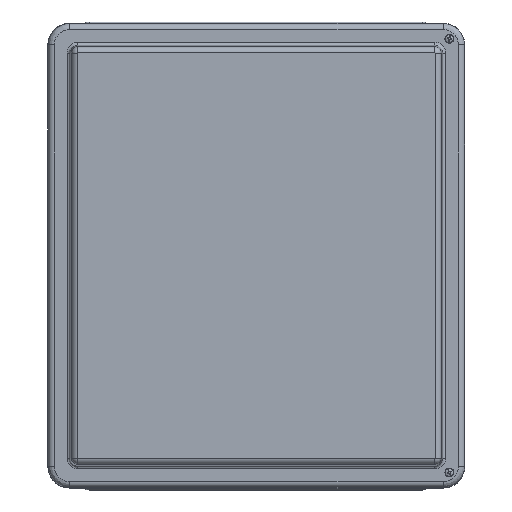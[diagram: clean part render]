
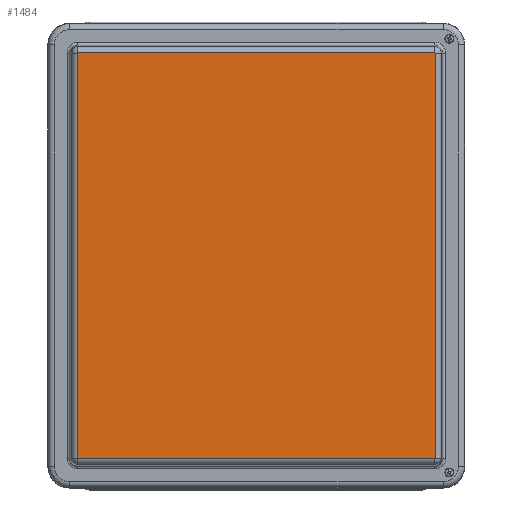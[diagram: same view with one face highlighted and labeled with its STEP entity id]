
A CAD part, top view. The second image highlights one B-rep face of the part: STEP entity #1484.
In plain terms, the highlighted planar face has unit normal (0, 0, 1).
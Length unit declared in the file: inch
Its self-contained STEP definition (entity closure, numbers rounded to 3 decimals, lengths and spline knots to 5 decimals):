
#488 = CARTESIAN_POINT ( 'NONE',  ( 7.51099, -8.49691, 2.07939 ) ) ;
#884 = VECTOR ( 'NONE', #12599, 39.37008 ) ;
#1484 = ADVANCED_FACE ( 'NONE', ( #34450 ), #1976, .T. ) ;
#1538 = LINE ( 'NONE', #38849, #22846 ) ;
#1861 = B_SPLINE_CURVE_WITH_KNOTS ( 'NONE', 3,
 ( #37290, #48621, #41192, #14179, #2091, #21808, #17437, #48941, #6339, #33541 ),
 .UNSPECIFIED., .F., .F.,
 ( 4, 2, 2, 2, 4 ),
 ( 0., 0.5, 0.625, 0.75, 1. ),
 .UNSPECIFIED. ) ;
#1976 = PLANE ( 'NONE',  #23240 ) ;
#2091 = CARTESIAN_POINT ( 'NONE',  ( 7.50787, 8.5008, 2.07939 ) ) ;
#3324 = VERTEX_POINT ( 'NONE', #49863 ) ;
#3408 = VERTEX_POINT ( 'NONE', #19720 ) ;
#4231 = CARTESIAN_POINT ( 'NONE',  ( 7.50438, -8.50292, 2.07939 ) ) ;
#4413 = CARTESIAN_POINT ( 'NONE',  ( 7.51173, -8.49508, 2.07939 ) ) ;
#5184 = CARTESIAN_POINT ( 'NONE',  ( -7.47767, -8.50035, 2.07939 ) ) ;
#6041 = DIRECTION ( 'NONE',  ( 0., 0., 1. ) ) ;
#6047 = CARTESIAN_POINT ( 'NONE',  ( -7.48025, 8.49691, 2.07939 ) ) ;
#6339 = CARTESIAN_POINT ( 'NONE',  ( 7.50285, 8.50292, 2.07939 ) ) ;
#6383 = CARTESIAN_POINT ( 'NONE',  ( -7.47616, 8.50184, 2.07939 ) ) ;
#6899 = VECTOR ( 'NONE', #7727, 39.37008 ) ;
#7727 = DIRECTION ( 'NONE',  ( 1., 0., 0. ) ) ;
#8140 = CARTESIAN_POINT ( 'NONE',  ( 7.5069, -8.50184, 2.07939 ) ) ;
#9116 = VERTEX_POINT ( 'NONE', #18514 ) ;
#9262 = CARTESIAN_POINT ( 'NONE',  ( -7.47077, -8.50292, 2.07939 ) ) ;
#10622 = LINE ( 'NONE', #32148, #884 ) ;
#10876 = EDGE_LOOP ( 'NONE', ( #15800, #30842, #14309, #38217, #12070, #47801, #36452, #30447 ) ) ;
#11964 = CARTESIAN_POINT ( 'NONE',  ( 3.75844, -8.50292, 2.07939 ) ) ;
#12070 = ORIENTED_EDGE ( 'NONE', *, *, #36602, .T. ) ;
#12599 = DIRECTION ( 'NONE',  ( 0., 1., 0. ) ) ;
#12666 = CARTESIAN_POINT ( 'NONE',  ( -7.48123, -8.49532, 2.07939 ) ) ;
#12851 = CARTESIAN_POINT ( 'NONE',  ( -7.47594, -8.50158, 2.07939 ) ) ;
#13001 = CARTESIAN_POINT ( 'NONE',  ( -7.47523, -8.50194, 2.07939 ) ) ;
#13784 = CARTESIAN_POINT ( 'NONE',  ( 7.5015, 8.50292, 2.07939 ) ) ;
#14019 = EDGE_CURVE ( 'NONE', #21745, #21390, #40510, .T. ) ;
#14051 = CARTESIAN_POINT ( 'NONE',  ( -7.48123, 8.4938, 2.07939 ) ) ;
#14179 = CARTESIAN_POINT ( 'NONE',  ( 7.50841, 8.50035, 2.07939 ) ) ;
#14219 = CARTESIAN_POINT ( 'NONE',  ( -7.47364, 8.50292, 2.07939 ) ) ;
#14309 = ORIENTED_EDGE ( 'NONE', *, *, #43993, .T. ) ;
#14453 = VERTEX_POINT ( 'NONE', #22451 ) ;
#15401 = VERTEX_POINT ( 'NONE', #13784 ) ;
#15557 = DIRECTION ( 'NONE',  ( 0., -1., 0. ) ) ;
#15800 = ORIENTED_EDGE ( 'NONE', *, *, #20740, .T. ) ;
#16129 = CARTESIAN_POINT ( 'NONE',  ( 7.51197, -8.4938, 2.07939 ) ) ;
#16655 = CARTESIAN_POINT ( 'NONE',  ( 7.51197, -8.49245, 2.07939 ) ) ;
#17437 = CARTESIAN_POINT ( 'NONE',  ( 7.50597, 8.50194, 2.07939 ) ) ;
#18514 = CARTESIAN_POINT ( 'NONE',  ( -7.48123, -8.49245, 2.07939 ) ) ;
#19720 = CARTESIAN_POINT ( 'NONE',  ( -7.47077, 8.50292, 2.07939 ) ) ;
#19898 = CARTESIAN_POINT ( 'NONE',  ( 7.50985, -8.49881, 2.07939 ) ) ;
#20740 = EDGE_CURVE ( 'NONE', #9116, #21390, #29755, .T. ) ;
#21390 = VERTEX_POINT ( 'NONE', #36219 ) ;
#21745 = VERTEX_POINT ( 'NONE', #30776 ) ;
#21808 = CARTESIAN_POINT ( 'NONE',  ( 7.50668, 8.50158, 2.07939 ) ) ;
#21862 = CARTESIAN_POINT ( 'NONE',  ( -7.48099, 8.49508, 2.07939 ) ) ;
#22451 = CARTESIAN_POINT ( 'NONE',  ( -7.48123, 8.49245, 2.07939 ) ) ;
#22846 = VECTOR ( 'NONE', #15557, 39.37008 ) ;
#23048 = CARTESIAN_POINT ( 'NONE',  ( -3.7277, 8.50292, 2.07939 ) ) ;
#23240 = AXIS2_PLACEMENT_3D ( 'NONE', #28730, #6041, #48174 ) ;
#23794 = CARTESIAN_POINT ( 'NONE',  ( 7.51063, -8.49763, 2.07939 ) ) ;
#24577 = CARTESIAN_POINT ( 'NONE',  ( -7.47713, -8.5008, 2.07939 ) ) ;
#27562 = CARTESIAN_POINT ( 'NONE',  ( 7.5015, -8.50292, 2.07939 ) ) ;
#28730 = CARTESIAN_POINT ( 'NONE',  ( 0.01537, 0., 2.07939 ) ) ;
#29700 = CARTESIAN_POINT ( 'NONE',  ( -7.47077, 8.50292, 2.07939 ) ) ;
#29755 = B_SPLINE_CURVE_WITH_KNOTS ( 'NONE', 3,
 ( #32387, #12666, #36281, #5184, #24577, #12851, #13001, #32553, #47966, #9262 ),
 .UNSPECIFIED., .F., .F.,
 ( 4, 2, 2, 2, 4 ),
 ( 0., 0.5, 0.625, 0.75, 1. ),
 .UNSPECIFIED. ) ;
#29880 = CARTESIAN_POINT ( 'NONE',  ( -7.47989, 8.49763, 2.07939 ) ) ;
#30191 = VECTOR ( 'NONE', #46755, 39.37008 ) ;
#30447 = ORIENTED_EDGE ( 'NONE', *, *, #32399, .F. ) ;
#30776 = CARTESIAN_POINT ( 'NONE',  ( 7.5015, -8.50292, 2.07939 ) ) ;
#30842 = ORIENTED_EDGE ( 'NONE', *, *, #14019, .F. ) ;
#32148 = CARTESIAN_POINT ( 'NONE',  ( -7.48123, -4.24622, 2.07939 ) ) ;
#32387 = CARTESIAN_POINT ( 'NONE',  ( -7.48123, -8.49245, 2.07939 ) ) ;
#32399 = EDGE_CURVE ( 'NONE', #9116, #14453, #10622, .T. ) ;
#32448 = B_SPLINE_CURVE_WITH_KNOTS ( 'NONE', 3,
 ( #29700, #14219, #6383, #48671, #41423, #29880, #6047, #21862, #14051, #37174 ),
 .UNSPECIFIED., .F., .F.,
 ( 4, 2, 2, 2, 4 ),
 ( 0., 0.5, 0.625, 0.75, 1. ),
 .UNSPECIFIED. ) ;
#32484 = LINE ( 'NONE', #23048, #6899 ) ;
#32553 = CARTESIAN_POINT ( 'NONE',  ( -7.4734, -8.50267, 2.07939 ) ) ;
#33541 = CARTESIAN_POINT ( 'NONE',  ( 7.5015, 8.50292, 2.07939 ) ) ;
#34408 = CARTESIAN_POINT ( 'NONE',  ( 7.51197, 8.49245, 2.07939 ) ) ;
#34450 = FACE_OUTER_BOUND ( 'NONE', #10876, .T. ) ;
#34709 = B_SPLINE_CURVE_WITH_KNOTS ( 'NONE', 3,
 ( #27562, #4231, #8140, #39256, #19898, #23794, #488, #4413, #16129, #16655 ),
 .UNSPECIFIED., .F., .F.,
 ( 4, 2, 2, 2, 4 ),
 ( 0., 0.5, 0.625, 0.75, 1. ),
 .UNSPECIFIED. ) ;
#36219 = CARTESIAN_POINT ( 'NONE',  ( -7.47077, -8.50292, 2.07939 ) ) ;
#36281 = CARTESIAN_POINT ( 'NONE',  ( -7.48016, -8.49784, 2.07939 ) ) ;
#36452 = ORIENTED_EDGE ( 'NONE', *, *, #48287, .T. ) ;
#36602 = EDGE_CURVE ( 'NONE', #47535, #15401, #1861, .T. ) ;
#37174 = CARTESIAN_POINT ( 'NONE',  ( -7.48123, 8.49245, 2.07939 ) ) ;
#37245 = EDGE_CURVE ( 'NONE', #3408, #15401, #32484, .T. ) ;
#37290 = CARTESIAN_POINT ( 'NONE',  ( 7.51197, 8.49245, 2.07939 ) ) ;
#38217 = ORIENTED_EDGE ( 'NONE', *, *, #45578, .F. ) ;
#38849 = CARTESIAN_POINT ( 'NONE',  ( 7.51197, 4.24623, 2.07939 ) ) ;
#39256 = CARTESIAN_POINT ( 'NONE',  ( 7.50941, -8.49935, 2.07939 ) ) ;
#40510 = LINE ( 'NONE', #11964, #30191 ) ;
#41192 = CARTESIAN_POINT ( 'NONE',  ( 7.5109, 8.49784, 2.07939 ) ) ;
#41423 = CARTESIAN_POINT ( 'NONE',  ( -7.47911, 8.49881, 2.07939 ) ) ;
#43993 = EDGE_CURVE ( 'NONE', #21745, #3324, #34709, .T. ) ;
#45578 = EDGE_CURVE ( 'NONE', #47535, #3324, #1538, .T. ) ;
#46755 = DIRECTION ( 'NONE',  ( -1., 0., 0. ) ) ;
#47535 = VERTEX_POINT ( 'NONE', #34408 ) ;
#47801 = ORIENTED_EDGE ( 'NONE', *, *, #37245, .F. ) ;
#47966 = CARTESIAN_POINT ( 'NONE',  ( -7.47211, -8.50292, 2.07939 ) ) ;
#48174 = DIRECTION ( 'NONE',  ( 1., 0., 0. ) ) ;
#48287 = EDGE_CURVE ( 'NONE', #3408, #14453, #32448, .T. ) ;
#48621 = CARTESIAN_POINT ( 'NONE',  ( 7.51197, 8.49532, 2.07939 ) ) ;
#48671 = CARTESIAN_POINT ( 'NONE',  ( -7.47867, 8.49935, 2.07939 ) ) ;
#48941 = CARTESIAN_POINT ( 'NONE',  ( 7.50414, 8.50267, 2.07939 ) ) ;
#49863 = CARTESIAN_POINT ( 'NONE',  ( 7.51197, -8.49245, 2.07939 ) ) ;
